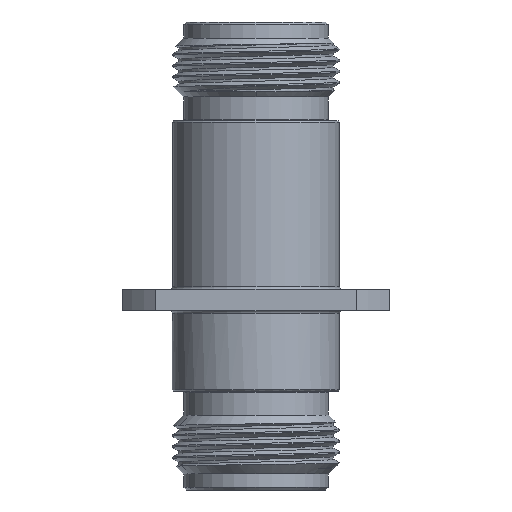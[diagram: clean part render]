
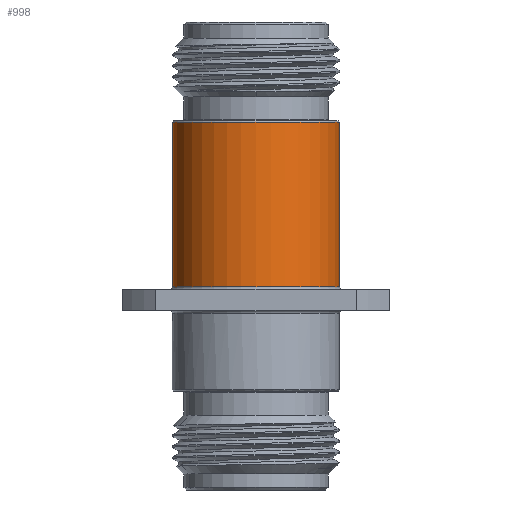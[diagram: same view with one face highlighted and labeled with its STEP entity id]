
A CAD part, front view. The second image highlights one B-rep face of the part: STEP entity #998.
In plain terms, the highlighted cylindrical face has radius 7.938 mm (diameter 15.875 mm), a partial arc.
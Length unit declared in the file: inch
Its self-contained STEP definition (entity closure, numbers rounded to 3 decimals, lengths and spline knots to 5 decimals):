
#260 = DIRECTION ( 'NONE',  ( -1., 0., 0. ) ) ;
#278 = CARTESIAN_POINT ( 'NONE',  ( -0.3125, 0., 0.01 ) ) ;
#641 = CARTESIAN_POINT ( 'NONE',  ( 0., 0., 0.625 ) ) ;
#715 = EDGE_CURVE ( 'NONE', #4876, #5105, #6357, .T. ) ;
#998 = ADVANCED_FACE ( 'NONE', ( #7802 ), #3034, .T. ) ;
#1185 = AXIS2_PLACEMENT_3D ( 'NONE', #641, #4632, #4760 ) ;
#1218 = ORIENTED_EDGE ( 'NONE', *, *, #4073, .T. ) ;
#1432 = AXIS2_PLACEMENT_3D ( 'NONE', #6281, #5444, #260 ) ;
#1761 = DIRECTION ( 'NONE',  ( 1., 0., 0. ) ) ;
#2082 = DIRECTION ( 'NONE',  ( 0., 0., 1. ) ) ;
#2104 = EDGE_CURVE ( 'NONE', #5105, #3713, #2499, .T. ) ;
#2420 = AXIS2_PLACEMENT_3D ( 'NONE', #4405, #4531, #1761 ) ;
#2499 = LINE ( 'NONE', #5234, #7204 ) ;
#2737 = LINE ( 'NONE', #6656, #6519 ) ;
#3034 = CYLINDRICAL_SURFACE ( 'NONE', #2420, 0.3125 ) ;
#3713 = VERTEX_POINT ( 'NONE', #3835 ) ;
#3801 = EDGE_LOOP ( 'NONE', ( #6898, #7887, #5925, #1218 ) ) ;
#3835 = CARTESIAN_POINT ( 'NONE',  ( 0.3125, 0., 0.625 ) ) ;
#3864 = CIRCLE ( 'NONE', #1185, 0.3125 ) ;
#4054 = EDGE_CURVE ( 'NONE', #4876, #7360, #2737, .T. ) ;
#4073 = EDGE_CURVE ( 'NONE', #3713, #7360, #3864, .T. ) ;
#4405 = CARTESIAN_POINT ( 'NONE',  ( 0., 0., -0.14 ) ) ;
#4531 = DIRECTION ( 'NONE',  ( 0., 0., 1. ) ) ;
#4535 = DIRECTION ( 'NONE',  ( 0., 0., 1. ) ) ;
#4632 = DIRECTION ( 'NONE',  ( 0., 0., -1. ) ) ;
#4760 = DIRECTION ( 'NONE',  ( 1., 0., 0. ) ) ;
#4876 = VERTEX_POINT ( 'NONE', #278 ) ;
#5105 = VERTEX_POINT ( 'NONE', #6534 ) ;
#5234 = CARTESIAN_POINT ( 'NONE',  ( 0.3125, 0., -0.14 ) ) ;
#5444 = DIRECTION ( 'NONE',  ( 0., 0., 1. ) ) ;
#5925 = ORIENTED_EDGE ( 'NONE', *, *, #2104, .T. ) ;
#6281 = CARTESIAN_POINT ( 'NONE',  ( 0., 0., 0.01 ) ) ;
#6357 = CIRCLE ( 'NONE', #1432, 0.3125 ) ;
#6519 = VECTOR ( 'NONE', #2082, 39.37008 ) ;
#6534 = CARTESIAN_POINT ( 'NONE',  ( 0.3125, 0., 0.01 ) ) ;
#6656 = CARTESIAN_POINT ( 'NONE',  ( -0.3125, 0., -0.14 ) ) ;
#6898 = ORIENTED_EDGE ( 'NONE', *, *, #4054, .F. ) ;
#7204 = VECTOR ( 'NONE', #4535, 39.37008 ) ;
#7360 = VERTEX_POINT ( 'NONE', #8545 ) ;
#7802 = FACE_OUTER_BOUND ( 'NONE', #3801, .T. ) ;
#7887 = ORIENTED_EDGE ( 'NONE', *, *, #715, .T. ) ;
#8545 = CARTESIAN_POINT ( 'NONE',  ( -0.3125, 0., 0.625 ) ) ;
